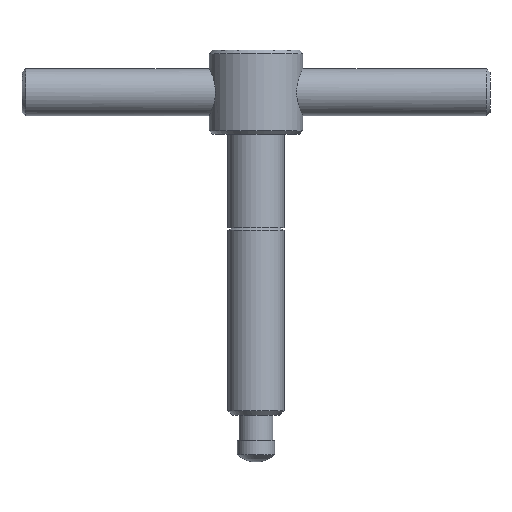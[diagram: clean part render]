
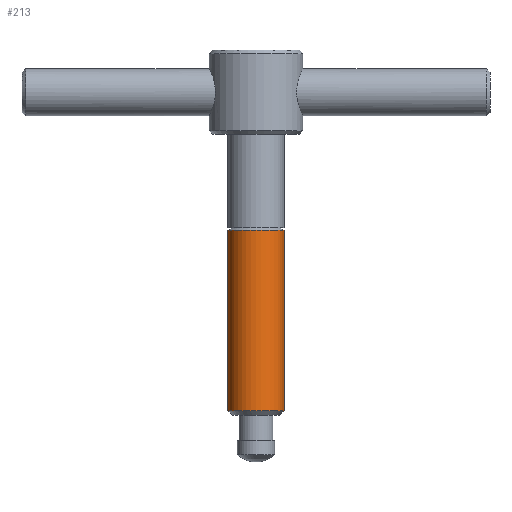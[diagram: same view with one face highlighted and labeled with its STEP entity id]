
A CAD part, front view. The second image highlights one B-rep face of the part: STEP entity #213.
In plain terms, the highlighted cylindrical face has radius 6 mm (diameter 12 mm), a partial arc.
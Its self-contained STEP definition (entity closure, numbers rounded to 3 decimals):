
#203=EDGE_CURVE('',#383,#489,#536,.T.);
#213=ADVANCED_FACE('',(#546),#547,.T.);
#269=EDGE_CURVE('',#369,#469,#616,.T.);
#369=VERTEX_POINT('',#731);
#373=EDGE_CURVE('',#489,#369,#735,.T.);
#383=VERTEX_POINT('',#745);
#393=EDGE_CURVE('',#401,#383,#756,.T.);
#401=VERTEX_POINT('',#764);
#421=EDGE_CURVE('',#469,#401,#785,.T.);
#469=VERTEX_POINT('',#837);
#489=VERTEX_POINT('',#857);
#536=CIRCLE('',#904,6.);
#546=FACE_OUTER_BOUND('',#917,.T.);
#547=CYLINDRICAL_SURFACE('',#918,6.);
#616=CIRCLE('',#1001,6.);
#731=CARTESIAN_POINT('',(6.,0.,49.453));
#735=LINE('',#1197,#1198);
#745=CARTESIAN_POINT('',(-6.0,0.,10.9));
#756=LINE('',#1228,#1229);
#764=CARTESIAN_POINT('',(-6.0,0.,49.453));
#785=CIRCLE('',#1307,6.);
#837=CARTESIAN_POINT('',(0.,-6.,49.453));
#857=CARTESIAN_POINT('',(6.,0.,10.9));
#904=AXIS2_PLACEMENT_3D('',#1485,#1486,#1487);
#917=EDGE_LOOP('',(#1493,#1494,#1495,#1496,#1497));
#918=AXIS2_PLACEMENT_3D('',#1498,#1499,#1500);
#1001=AXIS2_PLACEMENT_3D('',#1625,#1626,#1627);
#1197=CARTESIAN_POINT('',(6.,0.,40.45));
#1198=VECTOR('',#1792,1.0);
#1228=CARTESIAN_POINT('',(-6.0,0.,40.45));
#1229=VECTOR('',#1814,1.0);
#1307=AXIS2_PLACEMENT_3D('',#1835,#1836,#1837);
#1485=CARTESIAN_POINT('',(0.,0.,10.9));
#1486=DIRECTION('',(0.,0.,1.0));
#1487=DIRECTION('',(1.0,0.,0.));
#1493=ORIENTED_EDGE('',*,*,#373,.T.);
#1494=ORIENTED_EDGE('',*,*,#269,.T.);
#1495=ORIENTED_EDGE('',*,*,#421,.T.);
#1496=ORIENTED_EDGE('',*,*,#393,.T.);
#1497=ORIENTED_EDGE('',*,*,#203,.T.);
#1498=CARTESIAN_POINT('',(0.,0.,40.45));
#1499=DIRECTION('',(0.,0.,-1.0));
#1500=DIRECTION('',(1.0,0.,0.));
#1625=CARTESIAN_POINT('',(0.,0.,49.453));
#1626=DIRECTION('',(0.,0.,-1.0));
#1627=DIRECTION('',(1.0,0.,0.));
#1792=DIRECTION('',(0.,0.,1.0));
#1814=DIRECTION('',(0.,0.,-1.0));
#1835=CARTESIAN_POINT('',(0.,0.,49.453));
#1836=DIRECTION('',(0.,0.,-1.0));
#1837=DIRECTION('',(1.0,0.,0.));
